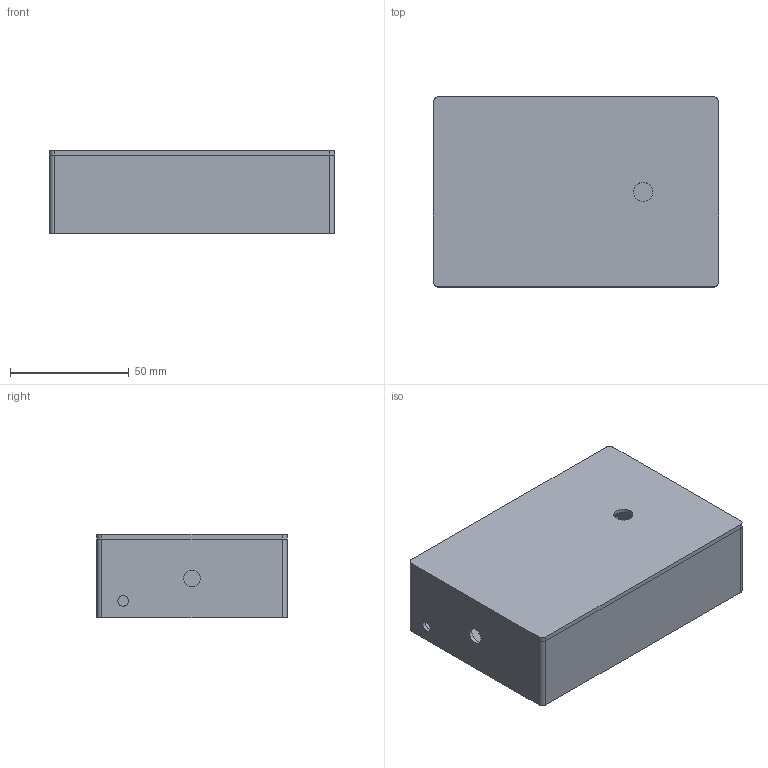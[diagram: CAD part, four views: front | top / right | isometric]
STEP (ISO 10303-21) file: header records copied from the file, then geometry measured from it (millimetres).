
FILE_DESCRIPTION(/* description */ (''),/* implementation_level */ '2;1');
FILE_NAME(/* name */ 'ResQ Sentry v10.step',/* time_stamp */ '2020-09-24T14:38:50-04:00',/* author */ (''),/* organization */ (''),/* preprocessor_version */ 'ST-DEVELOPER v18.1',/* originating_system */ 'Autodesk Translation Framework v9.3.0.1241',/* authorisation */ '');
FILE_SCHEMA (('AUTOMOTIVE_DESIGN { 1 0 10303 214 3 1 1 }'));
Length unit declared in the file: millimetre
Products named in the file (4): ResQ Sentry; Enclosure; Case; Top Cover
Assembly tree (3 placements, depth 3):
  ResQ Sentry
    Enclosure
      Case
      Top Cover
Bounding box: 120 x 80 x 35 mm (x, y, z)
Volume: 49899.2 mm3; surface area: 67247.8 mm2
Topology: 2 solids, 2 shells, 77 faces, 200 edges, 130 vertices
Faces by surface type: plane 56, cylinder 21
Full cylindrical faces by diameter (mm): 4.472 x1, 6 x2, 7 x1, 8 x1
Entity records: 2461 total; most frequent: CARTESIAN_POINT 414, DIRECTION 410, ORIENTED_EDGE 400, EDGE_CURVE 200, LINE 158, VECTOR 158, VERTEX_POINT 130, AXIS2_PLACEMENT_3D 126
